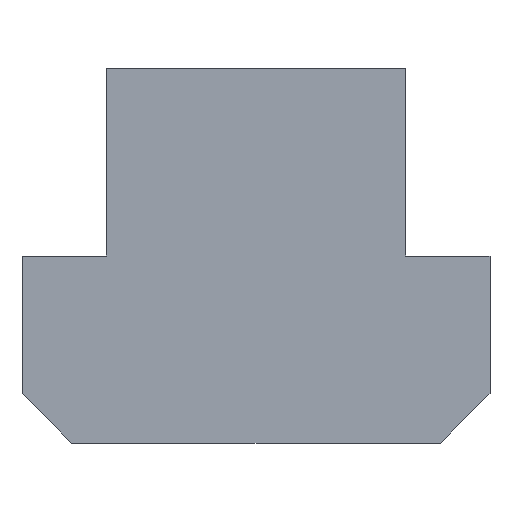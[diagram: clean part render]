
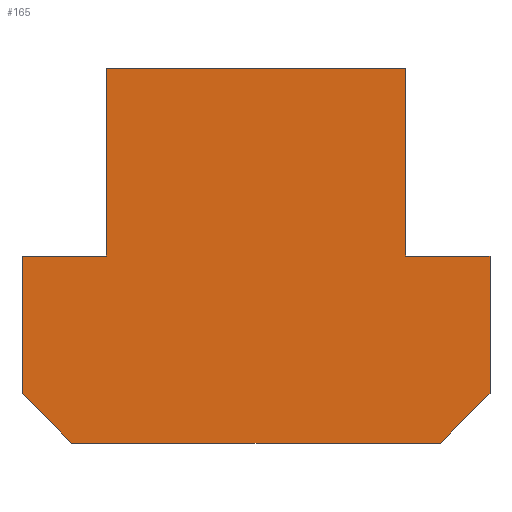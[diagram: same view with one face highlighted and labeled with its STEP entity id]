
A CAD part, front view. The second image highlights one B-rep face of the part: STEP entity #165.
In plain terms, the highlighted planar face has unit normal (0, -1, 0).
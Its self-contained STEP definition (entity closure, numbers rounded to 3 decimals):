
#93=EDGE_CURVE('',#109,#207,#236,.T.);
#101=EDGE_CURVE('',#141,#109,#244,.T.);
#109=VERTEX_POINT('',#253);
#115=VERTEX_POINT('',#259);
#125=EDGE_CURVE('',#189,#115,#271,.T.);
#127=EDGE_CURVE('',#159,#141,#273,.T.);
#141=VERTEX_POINT('',#289);
#155=EDGE_CURVE('',#185,#159,#305,.T.);
#159=VERTEX_POINT('',#309);
#165=ADVANCED_FACE('',(#316),#317,.T.);
#181=EDGE_CURVE('',#115,#193,#335,.T.);
#183=VERTEX_POINT('',#337);
#185=VERTEX_POINT('',#339);
#187=EDGE_CURVE('',#203,#185,#341,.T.);
#189=VERTEX_POINT('',#343);
#193=VERTEX_POINT('',#347);
#195=EDGE_CURVE('',#207,#189,#349,.T.);
#199=EDGE_CURVE('',#183,#203,#353,.T.);
#203=VERTEX_POINT('',#357);
#207=VERTEX_POINT('',#361);
#211=EDGE_CURVE('',#193,#183,#365,.T.);
#236=LINE('',#382,#383);
#244=LINE('',#398,#399);
#253=CARTESIAN_POINT('',(7.5,-7.5,0.0));
#259=CARTESIAN_POINT('',(-5.9,-7.5,-6.));
#271=LINE('',#431,#432);
#273=LINE('',#435,#436);
#289=CARTESIAN_POINT('',(4.8,-7.5,0.0));
#305=LINE('',#481,#482);
#309=CARTESIAN_POINT('',(4.8,-7.5,6.0));
#316=FACE_OUTER_BOUND('',#495,.T.);
#317=PLANE('',#496);
#335=LINE('',#521,#522);
#337=CARTESIAN_POINT('',(-7.5,-7.5,0.0));
#339=CARTESIAN_POINT('',(-4.8,-7.5,6.0));
#341=LINE('',#529,#530);
#343=CARTESIAN_POINT('',(5.9,-7.5,-6.));
#347=CARTESIAN_POINT('',(-7.5,-7.5,-4.4));
#349=LINE('',#541,#542);
#353=LINE('',#549,#550);
#357=CARTESIAN_POINT('',(-4.8,-7.5,0.0));
#361=CARTESIAN_POINT('',(7.5,-7.5,-4.4));
#365=LINE('',#567,#568);
#382=CARTESIAN_POINT('',(7.5,-7.5,-4.4));
#383=VECTOR('',#580,1.0);
#398=CARTESIAN_POINT('',(7.5,-7.5,0.0));
#399=VECTOR('',#584,1.0);
#431=CARTESIAN_POINT('',(-5.9,-7.5,-6.));
#432=VECTOR('',#611,1.0);
#435=CARTESIAN_POINT('',(4.8,-7.5,0.0));
#436=VECTOR('',#612,1.0);
#481=CARTESIAN_POINT('',(4.8,-7.5,6.0));
#482=VECTOR('',#651,1.0);
#495=EDGE_LOOP('',(#662,#663,#664,#665,#666,#667,#668,#669,#670,#671));
#496=AXIS2_PLACEMENT_3D('',#672,#673,#674);
#521=CARTESIAN_POINT('',(-7.5,-7.5,-4.4));
#522=VECTOR('',#700,1.0);
#529=CARTESIAN_POINT('',(-4.8,-7.5,6.0));
#530=VECTOR('',#701,1.0);
#541=CARTESIAN_POINT('',(5.9,-7.5,-6.));
#542=VECTOR('',#703,1.0);
#549=CARTESIAN_POINT('',(-4.8,-7.5,0.0));
#550=VECTOR('',#705,1.0);
#567=CARTESIAN_POINT('',(-7.5,-7.5,0.0));
#568=VECTOR('',#708,1.0);
#580=DIRECTION('',(0.0,0.,-1.0));
#584=DIRECTION('',(1.0,0.0,0.0));
#611=DIRECTION('',(-1.0,0.0,0.0));
#612=DIRECTION('',(0.0,0.,-1.0));
#651=DIRECTION('',(1.0,0.0,0.0));
#662=ORIENTED_EDGE('',*,*,#195,.F.);
#663=ORIENTED_EDGE('',*,*,#93,.F.);
#664=ORIENTED_EDGE('',*,*,#101,.F.);
#665=ORIENTED_EDGE('',*,*,#127,.F.);
#666=ORIENTED_EDGE('',*,*,#155,.F.);
#667=ORIENTED_EDGE('',*,*,#187,.F.);
#668=ORIENTED_EDGE('',*,*,#199,.F.);
#669=ORIENTED_EDGE('',*,*,#211,.F.);
#670=ORIENTED_EDGE('',*,*,#181,.F.);
#671=ORIENTED_EDGE('',*,*,#125,.F.);
#672=CARTESIAN_POINT('',(0.,-7.5,-0.385));
#673=DIRECTION('',(0.0,-1.0,0.));
#674=DIRECTION('',(1.0,0.0,0.0));
#700=DIRECTION('',(-0.707,0.,0.707));
#701=DIRECTION('',(0.0,0.,1.0));
#703=DIRECTION('',(-0.707,0.,-0.707));
#705=DIRECTION('',(1.0,0.0,0.0));
#708=DIRECTION('',(0.0,0.,1.0));
